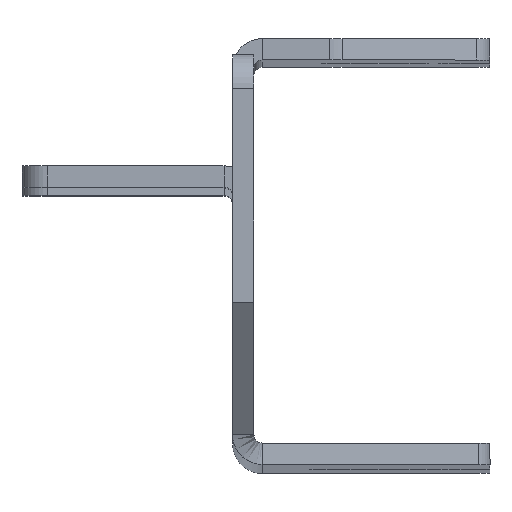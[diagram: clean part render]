
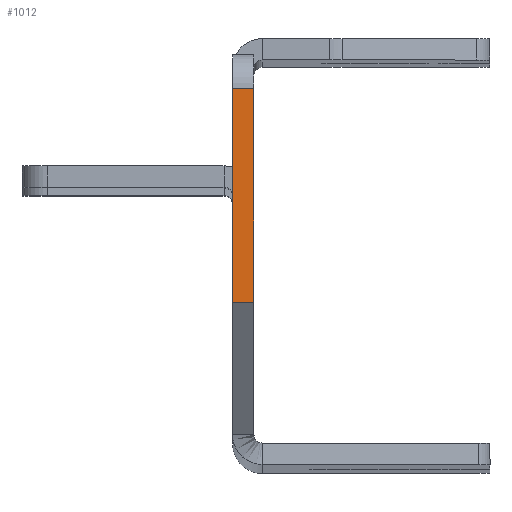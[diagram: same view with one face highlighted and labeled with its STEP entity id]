
A CAD part, top view. The second image highlights one B-rep face of the part: STEP entity #1012.
In plain terms, the highlighted planar face has unit normal (0, 0, 1).
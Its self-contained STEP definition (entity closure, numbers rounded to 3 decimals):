
#108 = VECTOR ( 'NONE', #2621, 1000. ) ;
#158 = LINE ( 'NONE', #2349, #108 ) ;
#162 = VECTOR ( 'NONE', #926, 1000. ) ;
#237 = VECTOR ( 'NONE', #3320, 1000. ) ;
#240 = LINE ( 'NONE', #2036, #162 ) ;
#366 = LINE ( 'NONE', #1514, #237 ) ;
#493 = EDGE_CURVE ( 'NONE', #1513, #838, #158, .T. ) ;
#679 = ORIENTED_EDGE ( 'NONE', *, *, #2318, .T. ) ;
#780 = EDGE_CURVE ( 'NONE', #1513, #2472, #3410, .T. ) ;
#838 = VERTEX_POINT ( 'NONE', #1893 ) ;
#926 = DIRECTION ( 'NONE',  ( -1., 0., 0. ) ) ;
#1012 = ADVANCED_FACE ( 'NONE', ( #2801 ), #2185, .F. ) ;
#1014 = DIRECTION ( 'NONE',  ( -1., 0., 0. ) ) ;
#1353 = CARTESIAN_POINT ( 'NONE',  ( 2.5, 19., 315. ) ) ;
#1513 = VERTEX_POINT ( 'NONE', #2106 ) ;
#1514 = CARTESIAN_POINT ( 'NONE',  ( 0., 19., 315. ) ) ;
#1632 = DIRECTION ( 'NONE',  ( -1., 0., 0. ) ) ;
#1633 = ORIENTED_EDGE ( 'NONE', *, *, #780, .T. ) ;
#1756 = CARTESIAN_POINT ( 'NONE',  ( 0., -6., 315. ) ) ;
#1775 = ORIENTED_EDGE ( 'NONE', *, *, #3100, .F. ) ;
#1893 = CARTESIAN_POINT ( 'NONE',  ( 2.5, -6., 315. ) ) ;
#2002 = VERTEX_POINT ( 'NONE', #1756 ) ;
#2036 = CARTESIAN_POINT ( 'NONE',  ( 2.5, -6., 315. ) ) ;
#2106 = CARTESIAN_POINT ( 'NONE',  ( 2.5, 19., 315. ) ) ;
#2152 = CARTESIAN_POINT ( 'NONE',  ( 0., 19., 315. ) ) ;
#2185 = PLANE ( 'NONE',  #2395 ) ;
#2318 = EDGE_CURVE ( 'NONE', #2472, #2002, #366, .T. ) ;
#2349 = CARTESIAN_POINT ( 'NONE',  ( 2.5, 19., 315. ) ) ;
#2395 = AXIS2_PLACEMENT_3D ( 'NONE', #1353, #3198, #1632 ) ;
#2412 = CARTESIAN_POINT ( 'NONE',  ( 2.5, 19., 315. ) ) ;
#2472 = VERTEX_POINT ( 'NONE', #2152 ) ;
#2621 = DIRECTION ( 'NONE',  ( 0., -1., 0. ) ) ;
#2801 = FACE_OUTER_BOUND ( 'NONE', #3054, .T. ) ;
#3054 = EDGE_LOOP ( 'NONE', ( #679, #1775, #3095, #1633 ) ) ;
#3095 = ORIENTED_EDGE ( 'NONE', *, *, #493, .F. ) ;
#3100 = EDGE_CURVE ( 'NONE', #838, #2002, #240, .T. ) ;
#3198 = DIRECTION ( 'NONE',  ( 0., 0., -1. ) ) ;
#3256 = VECTOR ( 'NONE', #1014, 1000. ) ;
#3320 = DIRECTION ( 'NONE',  ( 0., -1., 0. ) ) ;
#3410 = LINE ( 'NONE', #2412, #3256 ) ;
